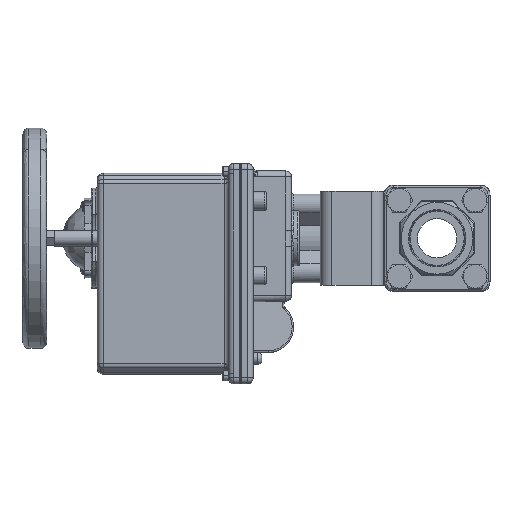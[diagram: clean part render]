
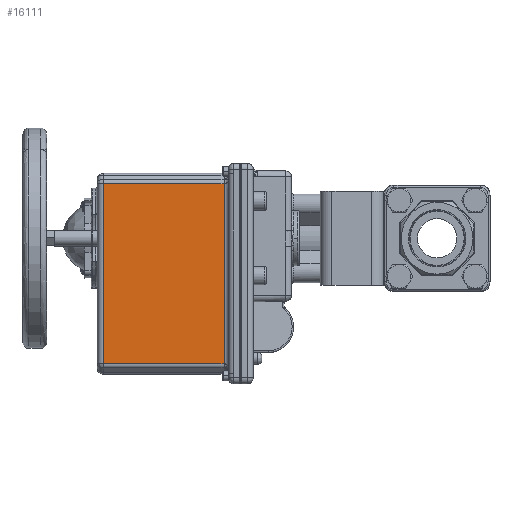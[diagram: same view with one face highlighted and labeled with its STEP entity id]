
A CAD part, left-side view. The second image highlights one B-rep face of the part: STEP entity #16111.
In plain terms, the highlighted planar face has unit normal (-1, 0, 0).
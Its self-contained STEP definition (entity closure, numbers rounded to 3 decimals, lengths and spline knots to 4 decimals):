
#899 = VECTOR ( 'NONE', #30127, 39.3701 ) ;
#1393 = DIRECTION ( 'NONE',  ( 0., 0., -1. ) ) ;
#2289 = EDGE_CURVE ( 'NONE', #38551, #34711, #39324, .T. ) ;
#3201 = CARTESIAN_POINT ( 'NONE',  ( -5.0871, 10.8202, 1.9608 ) ) ;
#4201 = CARTESIAN_POINT ( 'NONE',  ( -5.0871, 10.8202, -3.7639 ) ) ;
#4228 = CARTESIAN_POINT ( 'NONE',  ( -5.0871, 10.6327, 1.9608 ) ) ;
#7816 = ORIENTED_EDGE ( 'NONE', *, *, #19209, .F. ) ;
#11077 = CARTESIAN_POINT ( 'NONE',  ( -5.0871, 6.7902, 1.9608 ) ) ;
#11307 = CARTESIAN_POINT ( 'NONE',  ( -5.0871, 10.6327, -3.7639 ) ) ;
#11607 = ORIENTED_EDGE ( 'NONE', *, *, #21436, .T. ) ;
#12569 = VECTOR ( 'NONE', #37851, 39.3701 ) ;
#13657 = FACE_OUTER_BOUND ( 'NONE', #22772, .T. ) ;
#15811 = VECTOR ( 'NONE', #29955, 39.3701 ) ;
#16111 = ADVANCED_FACE ( 'NONE', ( #13657 ), #31334, .F. ) ;
#16836 = LINE ( 'NONE', #3201, #15811 ) ;
#19209 = EDGE_CURVE ( 'NONE', #41709, #38551, #20751, .T. ) ;
#19993 = VERTEX_POINT ( 'NONE', #11077 ) ;
#20751 = LINE ( 'NONE', #4201, #29792 ) ;
#21259 = DIRECTION ( 'NONE',  ( 1., 0., 0. ) ) ;
#21436 = EDGE_CURVE ( 'NONE', #41709, #19993, #28563, .T. ) ;
#22772 = EDGE_LOOP ( 'NONE', ( #7816, #11607, #31713, #31305 ) ) ;
#28563 = LINE ( 'NONE', #33538, #899 ) ;
#29567 = CARTESIAN_POINT ( 'NONE',  ( -5.0871, 10.6327, 2.2885 ) ) ;
#29792 = VECTOR ( 'NONE', #30963, 39.3701 ) ;
#29955 = DIRECTION ( 'NONE',  ( 0., -1., 0. ) ) ;
#30127 = DIRECTION ( 'NONE',  ( 0., 0., 1. ) ) ;
#30963 = DIRECTION ( 'NONE',  ( 0., 1., 0. ) ) ;
#31305 = ORIENTED_EDGE ( 'NONE', *, *, #2289, .F. ) ;
#31334 = PLANE ( 'NONE',  #40219 ) ;
#31713 = ORIENTED_EDGE ( 'NONE', *, *, #31826, .F. ) ;
#31826 = EDGE_CURVE ( 'NONE', #34711, #19993, #16836, .T. ) ;
#33538 = CARTESIAN_POINT ( 'NONE',  ( -5.0871, 6.7902, 2.2885 ) ) ;
#34711 = VERTEX_POINT ( 'NONE', #4228 ) ;
#34739 = CARTESIAN_POINT ( 'NONE',  ( -5.0871, 10.8202, 2.2885 ) ) ;
#37789 = CARTESIAN_POINT ( 'NONE',  ( -5.0871, 6.7902, -3.7639 ) ) ;
#37851 = DIRECTION ( 'NONE',  ( 0., 0., 1. ) ) ;
#38551 = VERTEX_POINT ( 'NONE', #11307 ) ;
#39324 = LINE ( 'NONE', #29567, #12569 ) ;
#40219 = AXIS2_PLACEMENT_3D ( 'NONE', #34739, #21259, #1393 ) ;
#41709 = VERTEX_POINT ( 'NONE', #37789 ) ;
